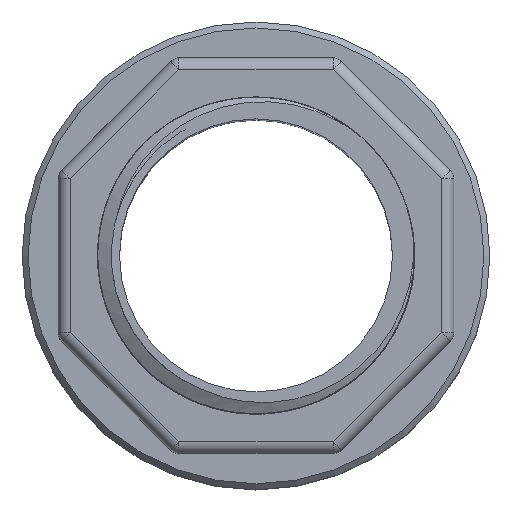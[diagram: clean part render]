
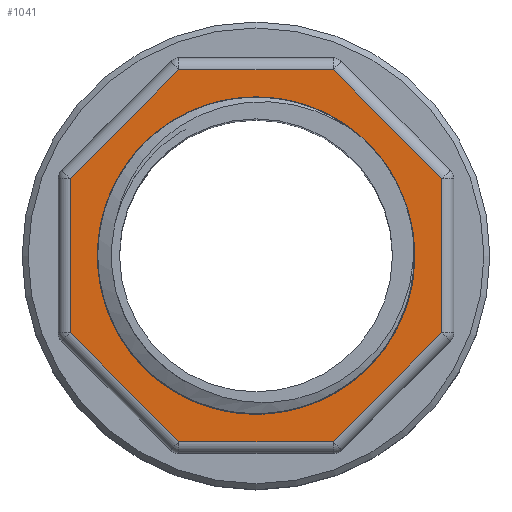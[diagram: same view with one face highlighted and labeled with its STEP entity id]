
A CAD part, top view. The second image highlights one B-rep face of the part: STEP entity #1041.
In plain terms, the highlighted planar face has unit normal (0, 0, 1).
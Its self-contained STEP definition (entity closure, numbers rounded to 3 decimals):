
#916=CIRCLE('',#10854,11.75);
#917=CIRCLE('',#10855,13.25);
#1041=ADVANCED_FACE('',(#3299,#3300),#1640,.T.);
#1640=PLANE('',#10856);
#1991=LINE('',#14338,#2555);
#1992=LINE('',#14341,#2556);
#1993=LINE('',#14343,#2557);
#1994=LINE('',#14345,#2558);
#1995=LINE('',#14347,#2559);
#1996=LINE('',#14349,#2560);
#1997=LINE('',#14351,#2561);
#1998=LINE('',#14353,#2562);
#2555=VECTOR('',#11431,1.);
#2556=VECTOR('',#11432,1.);
#2557=VECTOR('',#11433,1.);
#2558=VECTOR('',#11434,1.);
#2559=VECTOR('',#11435,1.);
#2560=VECTOR('',#11436,1.);
#2561=VECTOR('',#11437,1.);
#2562=VECTOR('',#11438,1.);
#3299=FACE_BOUND('',#3443,.T.);
#3300=FACE_BOUND('',#3444,.T.);
#3443=EDGE_LOOP('',(#4333,#4334,#4335,#4336,#4337,#4338,#4339,#4340));
#3444=EDGE_LOOP('',(#4341,#4342,#4343,#4344));
#4333=ORIENTED_EDGE('',*,*,#8467,.T.);
#4334=ORIENTED_EDGE('',*,*,#8468,.T.);
#4335=ORIENTED_EDGE('',*,*,#8469,.T.);
#4336=ORIENTED_EDGE('',*,*,#8470,.T.);
#4337=ORIENTED_EDGE('',*,*,#8471,.T.);
#4338=ORIENTED_EDGE('',*,*,#8472,.T.);
#4339=ORIENTED_EDGE('',*,*,#8473,.T.);
#4340=ORIENTED_EDGE('',*,*,#8474,.T.);
#4341=ORIENTED_EDGE('',*,*,#8475,.F.);
#4342=ORIENTED_EDGE('',*,*,#8476,.F.);
#4343=ORIENTED_EDGE('',*,*,#8477,.F.);
#4344=ORIENTED_EDGE('',*,*,#8478,.F.);
#7429=VERTEX_POINT('',#14339);
#7430=VERTEX_POINT('',#14340);
#7431=VERTEX_POINT('',#14342);
#7432=VERTEX_POINT('',#14344);
#7433=VERTEX_POINT('',#14346);
#7434=VERTEX_POINT('',#14348);
#7435=VERTEX_POINT('',#14350);
#7436=VERTEX_POINT('',#14352);
#7437=VERTEX_POINT('',#14364);
#7438=VERTEX_POINT('',#14365);
#7439=VERTEX_POINT('',#14367);
#7440=VERTEX_POINT('',#14378);
#8467=EDGE_CURVE('',#7429,#7430,#1991,.T.);
#8468=EDGE_CURVE('',#7430,#7431,#1992,.T.);
#8469=EDGE_CURVE('',#7431,#7432,#1993,.T.);
#8470=EDGE_CURVE('',#7432,#7433,#1994,.T.);
#8471=EDGE_CURVE('',#7433,#7434,#1995,.T.);
#8472=EDGE_CURVE('',#7434,#7435,#1996,.T.);
#8473=EDGE_CURVE('',#7435,#7436,#1997,.T.);
#8474=EDGE_CURVE('',#7436,#7429,#1998,.T.);
#8475=EDGE_CURVE('',#7437,#7438,#9967,.T.);
#8476=EDGE_CURVE('',#7439,#7437,#916,.T.);
#8477=EDGE_CURVE('',#7440,#7439,#9968,.T.);
#8478=EDGE_CURVE('',#7438,#7440,#917,.T.);
#9967=B_SPLINE_CURVE_WITH_KNOTS('',3,(#14354,#14355,#14356,#14357,#14358,
#14359,#14360,#14361,#14362,#14363),.UNSPECIFIED.,.F.,.F.,(4,2,2,2,4),(0.,
0.25,0.5,0.75,1.),.UNSPECIFIED.);
#9968=B_SPLINE_CURVE_WITH_KNOTS('',3,(#14368,#14369,#14370,#14371,#14372,
#14373,#14374,#14375,#14376,#14377),.UNSPECIFIED.,.F.,.F.,(4,2,2,2,4),(0.,
0.25,0.5,0.75,1.),.UNSPECIFIED.);
#10854=AXIS2_PLACEMENT_3D('',#14366,#11439,#11440);
#10855=AXIS2_PLACEMENT_3D('',#14379,#11441,#11442);
#10856=AXIS2_PLACEMENT_3D('',#14380,#11443,#11444);
#11431=DIRECTION('',(0.,-1.,0.));
#11432=DIRECTION('',(0.707,-0.707,0.));
#11433=DIRECTION('',(1.,0.,0.));
#11434=DIRECTION('',(0.707,0.707,0.));
#11435=DIRECTION('',(0.,1.,0.));
#11436=DIRECTION('',(-0.707,0.707,0.));
#11437=DIRECTION('',(-1.,0.,0.));
#11438=DIRECTION('',(-0.707,-0.707,0.));
#11439=DIRECTION('',(0.,0.,1.));
#11440=DIRECTION('',(-1.,0.,0.));
#11441=DIRECTION('',(0.,0.,1.));
#11442=DIRECTION('',(-1.,0.,0.));
#11443=DIRECTION('',(0.,0.,1.));
#11444=DIRECTION('',(1.,0.,0.));
#14338=CARTESIAN_POINT('',(-15.5,-427.793,26.));
#14339=CARTESIAN_POINT('',(-15.5,-414.538,26.));
#14340=CARTESIAN_POINT('',(-15.5,-427.378,26.));
#14341=CARTESIAN_POINT('',(-6.127,-436.751,26.));
#14342=CARTESIAN_POINT('',(-6.42,-436.458,26.));
#14343=CARTESIAN_POINT('',(6.835,-436.458,26.));
#14344=CARTESIAN_POINT('',(6.42,-436.458,26.));
#14345=CARTESIAN_POINT('',(15.793,-427.086,26.));
#14346=CARTESIAN_POINT('',(15.5,-427.378,26.));
#14347=CARTESIAN_POINT('',(15.5,-414.124,26.));
#14348=CARTESIAN_POINT('',(15.5,-414.538,26.));
#14349=CARTESIAN_POINT('',(6.127,-405.165,26.));
#14350=CARTESIAN_POINT('',(6.42,-405.458,26.));
#14351=CARTESIAN_POINT('',(-6.835,-405.458,26.));
#14352=CARTESIAN_POINT('',(-6.42,-405.458,26.));
#14353=CARTESIAN_POINT('',(-14.793,-413.831,26.));
#14354=CARTESIAN_POINT('',(-11.66,-422.412,26.));
#14355=CARTESIAN_POINT('',(-11.439,-425.268,26.));
#14356=CARTESIAN_POINT('',(-10.145,-427.986,26.));
#14357=CARTESIAN_POINT('',(-6.125,-431.959,26.));
#14358=CARTESIAN_POINT('',(-3.378,-433.217,26.));
#14359=CARTESIAN_POINT('',(2.251,-433.72,26.));
#14360=CARTESIAN_POINT('',(5.171,-432.972,26.));
#14361=CARTESIAN_POINT('',(9.89,-429.872,26.));
#14362=CARTESIAN_POINT('',(11.734,-427.494,26.));
#14363=CARTESIAN_POINT('',(12.67,-424.834,26.));
#14364=CARTESIAN_POINT('',(-11.66,-422.412,26.));
#14365=CARTESIAN_POINT('',(12.67,-424.834,26.));
#14366=CARTESIAN_POINT('',(0.,-420.958,26.));
#14367=CARTESIAN_POINT('',(-11.66,-419.505,26.));
#14368=CARTESIAN_POINT('',(12.67,-417.082,26.));
#14369=CARTESIAN_POINT('',(11.721,-414.384,26.));
#14370=CARTESIAN_POINT('',(9.897,-412.048,26.));
#14371=CARTESIAN_POINT('',(5.161,-408.939,26.));
#14372=CARTESIAN_POINT('',(2.259,-408.196,26.));
#14373=CARTESIAN_POINT('',(-3.388,-408.7,26.));
#14374=CARTESIAN_POINT('',(-6.114,-409.945,26.));
#14375=CARTESIAN_POINT('',(-10.159,-413.943,26.));
#14376=CARTESIAN_POINT('',(-11.441,-416.674,26.));
#14377=CARTESIAN_POINT('',(-11.66,-419.505,26.));
#14378=CARTESIAN_POINT('',(12.67,-417.082,26.));
#14379=CARTESIAN_POINT('',(0.,-420.958,26.));
#14380=CARTESIAN_POINT('',(0.,-420.958,26.));
